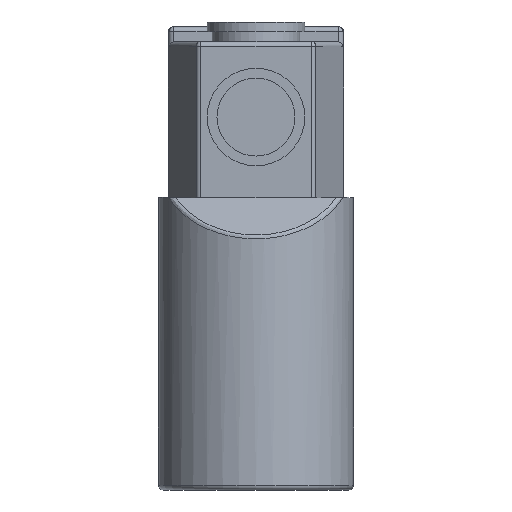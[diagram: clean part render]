
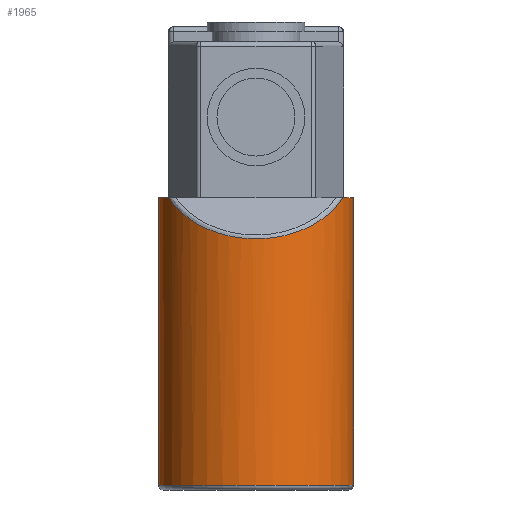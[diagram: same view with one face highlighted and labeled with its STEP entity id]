
A CAD part, front view. The second image highlights one B-rep face of the part: STEP entity #1965.
In plain terms, the highlighted cylindrical face has radius 20 mm (diameter 40 mm), a partial arc.
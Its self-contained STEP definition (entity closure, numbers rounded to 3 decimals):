
#77=CARTESIAN_POINT('',(0.,0.,10.));
#78=DIRECTION('',(0.,0.,1.));
#79=DIRECTION('',(-1.,0.,0.));
#80=AXIS2_PLACEMENT_3D('',#77,#78,#79);
#134=CARTESIAN_POINT('',(0.,0.,10.));
#135=DIRECTION('',(0.,0.,1.));
#136=DIRECTION('',(0.897,-0.442,0.));
#137=AXIS2_PLACEMENT_3D('',#134,#135,#136);
#240=CARTESIAN_POINT('',(0.,0.,-49.));
#241=DIRECTION('',(0.,0.,-1.));
#242=DIRECTION('',(1.,0.,0.));
#243=AXIS2_PLACEMENT_3D('',#240,#241,#242);
#248=DIRECTION('',(0.,0.,1.));
#249=VECTOR('',#248,59.);
#250=CARTESIAN_POINT('',(-20.,0.,-49.));
#251=LINE('',#250,#249);
#255=CARTESIAN_POINT('',(17.94,-8.841,10.));
#256=CARTESIAN_POINT('',(17.778,-9.169,9.751));
#257=CARTESIAN_POINT('',(17.423,-9.843,9.238));
#258=CARTESIAN_POINT('',(16.794,-10.886,8.446));
#259=CARTESIAN_POINT('',(16.021,-12.,7.599));
#260=CARTESIAN_POINT('',(15.059,-13.196,6.69));
#261=CARTESIAN_POINT('',(13.842,-14.477,5.717));
#262=CARTESIAN_POINT('',(12.293,-15.828,4.69));
#263=CARTESIAN_POINT('',(10.309,-17.203,3.645));
#264=CARTESIAN_POINT('',(7.892,-18.448,2.699));
#265=CARTESIAN_POINT('',(5.271,-19.356,2.009));
#266=CARTESIAN_POINT('',(2.691,-19.875,1.614));
#267=CARTESIAN_POINT('',(0.083,-20.057,1.476));
#268=CARTESIAN_POINT('',(-2.527,-19.896,1.598));
#269=CARTESIAN_POINT('',(-5.105,-19.4,1.976));
#270=CARTESIAN_POINT('',(-7.727,-18.518,2.646));
#271=CARTESIAN_POINT('',(-10.178,-17.283,3.584));
#272=CARTESIAN_POINT('',(-12.202,-15.9,4.636));
#273=CARTESIAN_POINT('',(-13.782,-14.536,5.672));
#274=CARTESIAN_POINT('',(-15.019,-13.242,6.656));
#275=CARTESIAN_POINT('',(-15.997,-12.033,7.574));
#276=CARTESIAN_POINT('',(-16.781,-10.907,8.43));
#277=CARTESIAN_POINT('',(-17.418,-9.854,9.23));
#278=CARTESIAN_POINT('',(-17.776,-9.173,9.748));
#279=CARTESIAN_POINT('',(-17.94,-8.841,10.));
#284=DIRECTION('',(0.,0.,-1.));
#285=VECTOR('',#284,59.);
#286=CARTESIAN_POINT('',(20.,0.,10.));
#287=LINE('',#286,#285);
#1750=VERTEX_POINT('',#255);
#1751=VERTEX_POINT('',#279);
#1754=CARTESIAN_POINT('',(20.,0.,10.));
#1755=VERTEX_POINT('',#1754);
#1756=CARTESIAN_POINT('',(-20.,0.,10.));
#1757=VERTEX_POINT('',#1756);
#1764=CARTESIAN_POINT('',(20.,0.,-49.));
#1765=CARTESIAN_POINT('',(-20.,0.,-49.));
#1766=VERTEX_POINT('',#1764);
#1767=VERTEX_POINT('',#1765);
#1949=CARTESIAN_POINT('',(0.,0.,0.));
#1950=DIRECTION('',(0.,0.,1.));
#1951=DIRECTION('',(1.,0.,0.));
#1952=AXIS2_PLACEMENT_3D('',#1949,#1950,#1951);
#1953=CYLINDRICAL_SURFACE('',#1952,20.);
#1955=ORIENTED_EDGE('',*,*,#1954,.T.);
#1957=ORIENTED_EDGE('',*,*,#1956,.T.);
#1958=ORIENTED_EDGE('',*,*,#1777,.T.);
#1959=ORIENTED_EDGE('',*,*,#1941,.F.);
#1960=ORIENTED_EDGE('',*,*,#1789,.T.);
#1962=ORIENTED_EDGE('',*,*,#1961,.T.);
#1963=EDGE_LOOP('',(#1955,#1957,#1958,#1959,#1960,#1962));
#1964=FACE_OUTER_BOUND('',#1963,.F.);
#1965=ADVANCED_FACE('',(#1964),#1953,.T.);
#81=CIRCLE('',#80,20.);
#138=CIRCLE('',#137,20.);
#244=CIRCLE('',#243,20.);
#280=B_SPLINE_CURVE_WITH_KNOTS('',3,(#255,#256,#257,#258,#259,#260,#261,#262,
#263,#264,#265,#266,#267,#268,#269,#270,#271,#272,#273,#274,#275,#276,#277,#278,
#279),.UNSPECIFIED.,.F.,.F.,(4,1,1,1,1,1,1,1,1,1,1,1,1,1,1,1,1,1,1,1,1,1,4),(
0.,0.045,0.091,0.136,0.182,
0.227,0.273,0.318,0.364,
0.409,0.455,0.5,0.545,0.591,
0.636,0.682,0.727,0.773,
0.818,0.864,0.909,0.955,1.),
.UNSPECIFIED.);
#1777=EDGE_CURVE('',#1757,#1751,#81,.T.);
#1789=EDGE_CURVE('',#1750,#1755,#138,.T.);
#1941=EDGE_CURVE('',#1750,#1751,#280,.T.);
#1954=EDGE_CURVE('',#1766,#1767,#244,.T.);
#1956=EDGE_CURVE('',#1767,#1757,#251,.T.);
#1961=EDGE_CURVE('',#1755,#1766,#287,.T.);
